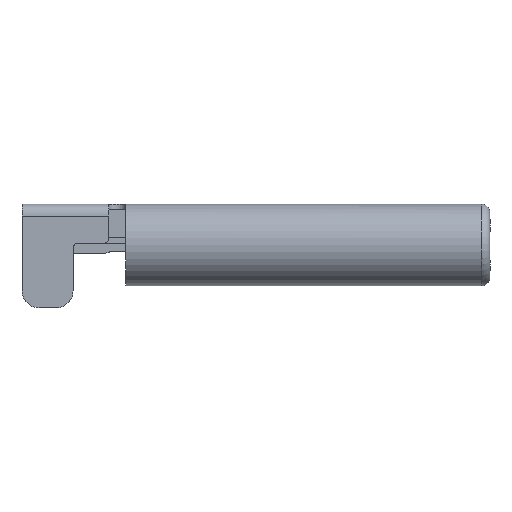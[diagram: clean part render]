
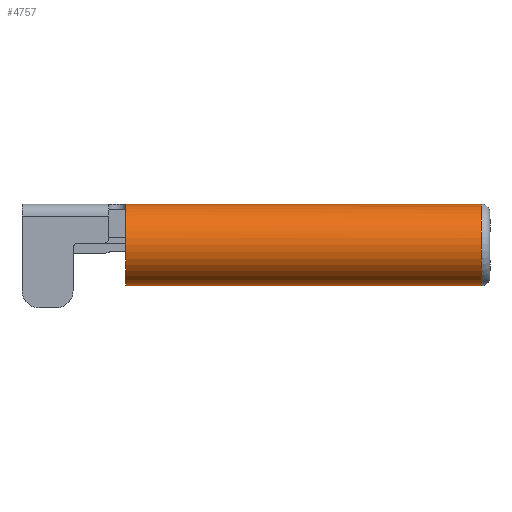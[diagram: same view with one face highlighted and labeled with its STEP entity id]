
A CAD part, left-side view. The second image highlights one B-rep face of the part: STEP entity #4757.
In plain terms, the highlighted cylindrical face has radius 1.2 mm (diameter 2.4 mm), a partial arc.
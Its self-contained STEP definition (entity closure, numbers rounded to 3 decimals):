
#90=CARTESIAN_POINT('',(-2.925,0.25,0.));
#91=DIRECTION('',(0.,1.,0.));
#92=DIRECTION('',(0.,0.,-1.));
#93=AXIS2_PLACEMENT_3D('',#90,#91,#92);
#95=CARTESIAN_POINT('',(-2.925,0.25,0.));
#96=DIRECTION('',(0.,1.,0.));
#97=DIRECTION('',(-1.,0.,0.));
#98=AXIS2_PLACEMENT_3D('',#95,#96,#97);
#362=DIRECTION('',(0.,-1.,0.));
#363=VECTOR('',#362,10.45);
#364=CARTESIAN_POINT('',(-2.925,10.7,1.2));
#365=LINE('',#364,#363);
#366=DIRECTION('',(0.,1.,0.));
#367=VECTOR('',#366,10.45);
#368=CARTESIAN_POINT('',(-2.925,0.25,-1.2));
#369=LINE('',#368,#367);
#370=CARTESIAN_POINT('',(-2.925,10.7,0.));
#371=DIRECTION('',(0.,-1.,0.));
#372=DIRECTION('',(-0.484,0.,0.875));
#373=AXIS2_PLACEMENT_3D('',#370,#371,#372);
#391=CARTESIAN_POINT('',(-2.925,10.7,0.));
#392=DIRECTION('',(0.,-1.,0.));
#393=DIRECTION('',(-0.783,0.,0.622));
#394=AXIS2_PLACEMENT_3D('',#391,#392,#393);
#396=CARTESIAN_POINT('',(-2.925,10.7,0.));
#397=DIRECTION('',(0.,-1.,0.));
#398=DIRECTION('',(-1.,0.,0.));
#399=AXIS2_PLACEMENT_3D('',#396,#397,#398);
#2480=CARTESIAN_POINT('',(-2.925,10.7,0.));
#2481=DIRECTION('',(0.,-1.,0.));
#2482=DIRECTION('',(0.,0.,1.));
#2483=AXIS2_PLACEMENT_3D('',#2480,#2481,#2482);
#3471=CARTESIAN_POINT('',(-2.925,0.25,1.2));
#3472=VERTEX_POINT('',#3471);
#3473=CARTESIAN_POINT('',(-2.925,0.25,-1.2));
#3474=VERTEX_POINT('',#3473);
#3475=CARTESIAN_POINT('',(-4.125,0.25,0.));
#3476=VERTEX_POINT('',#3475);
#3479=CARTESIAN_POINT('',(-2.925,10.7,-1.2));
#3480=VERTEX_POINT('',#3479);
#3533=CARTESIAN_POINT('',(-3.506,10.7,1.05));
#3534=CARTESIAN_POINT('',(-3.865,10.7,0.746));
#3535=VERTEX_POINT('',#3533);
#3536=VERTEX_POINT('',#3534);
#3563=CARTESIAN_POINT('',(-4.125,10.7,0.));
#3564=VERTEX_POINT('',#3563);
#3583=CARTESIAN_POINT('',(-2.925,10.7,1.2));
#3584=VERTEX_POINT('',#3583);
#4738=CARTESIAN_POINT('',(-2.925,0.,0.));
#4739=DIRECTION('',(0.,-1.,0.));
#4740=DIRECTION('',(-1.,0.,0.));
#4741=AXIS2_PLACEMENT_3D('',#4738,#4739,#4740);
#4742=CYLINDRICAL_SURFACE('',#4741,1.2);
#4744=ORIENTED_EDGE('',*,*,#4743,.F.);
#4746=ORIENTED_EDGE('',*,*,#4745,.F.);
#4747=ORIENTED_EDGE('',*,*,#4663,.T.);
#4748=ORIENTED_EDGE('',*,*,#4506,.F.);
#4749=ORIENTED_EDGE('',*,*,#4504,.F.);
#4750=ORIENTED_EDGE('',*,*,#4535,.T.);
#4752=ORIENTED_EDGE('',*,*,#4751,.F.);
#4754=ORIENTED_EDGE('',*,*,#4753,.F.);
#4755=EDGE_LOOP('',(#4744,#4746,#4747,#4748,#4749,#4750,#4752,#4754));
#4756=FACE_OUTER_BOUND('',#4755,.F.);
#4757=ADVANCED_FACE('',(#4756),#4742,.T.);
#94=CIRCLE('',#93,1.2);
#99=CIRCLE('',#98,1.2);
#374=CIRCLE('',#373,1.2);
#395=CIRCLE('',#394,1.2);
#400=CIRCLE('',#399,1.2);
#2484=CIRCLE('',#2483,1.2);
#4504=EDGE_CURVE('',#3474,#3476,#94,.T.);
#4506=EDGE_CURVE('',#3476,#3472,#99,.T.);
#4535=EDGE_CURVE('',#3474,#3480,#369,.T.);
#4663=EDGE_CURVE('',#3584,#3472,#365,.T.);
#4743=EDGE_CURVE('',#3535,#3536,#374,.T.);
#4745=EDGE_CURVE('',#3584,#3535,#2484,.T.);
#4751=EDGE_CURVE('',#3564,#3480,#400,.T.);
#4753=EDGE_CURVE('',#3536,#3564,#395,.T.);
